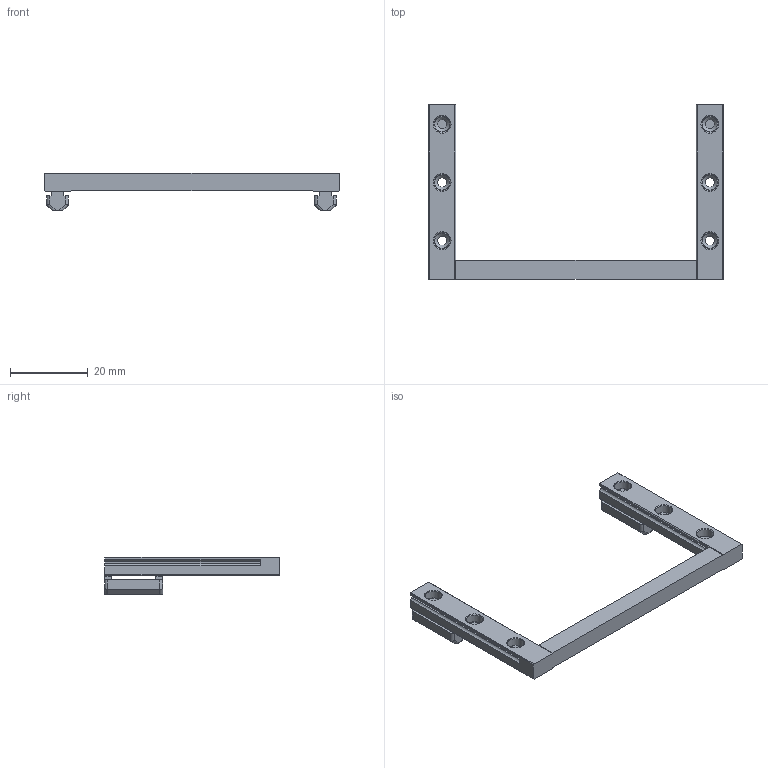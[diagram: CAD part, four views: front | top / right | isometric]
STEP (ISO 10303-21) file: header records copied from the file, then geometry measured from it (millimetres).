
FILE_DESCRIPTION(/* description */ (''),/* implementation_level */ '2;1');
FILE_NAME(/* name */ 'BedTransfer.step',/* time_stamp */ '2022-03-05T17:53:50-08:00',/* author */ (''),/* organization */ (''),/* preprocessor_version */ 'ST-DEVELOPER v18.1',/* originating_system */ 'Autodesk Translation Framework v10.13.0.1454',/* authorisation */ '');
FILE_SCHEMA (('AUTOMOTIVE_DESIGN { 1 0 10303 214 3 1 1 }'));
Length unit declared in the file: millimetre
Products named in the file (1): BedTransfer
Bounding box: 76 x 45.09 x 9.79 mm (x, y, z)
Volume: 4605.2 mm3; surface area: 4437.8 mm2
Topology: 1 solids, 1 shells, 138 faces, 378 edges, 246 vertices
Faces by surface type: plane 84, cylinder 36, cone 18
Full cylindrical faces by diameter (mm): 2.4 x6, 4.2 x6
Entity records: 4424 total; most frequent: CARTESIAN_POINT 763, ORIENTED_EDGE 756, DIRECTION 750, EDGE_CURVE 378, LINE 284, VECTOR 284, VERTEX_POINT 246, AXIS2_PLACEMENT_3D 233
